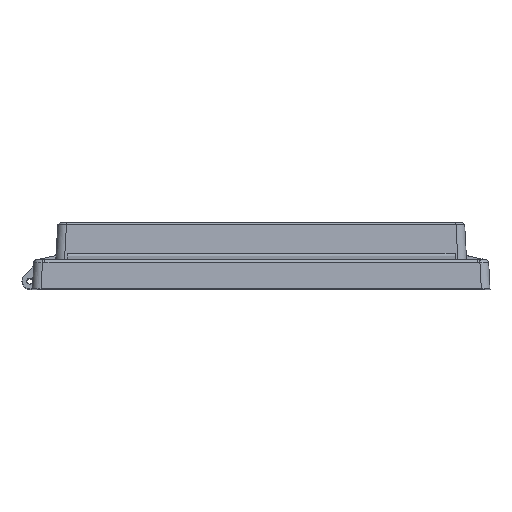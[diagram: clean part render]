
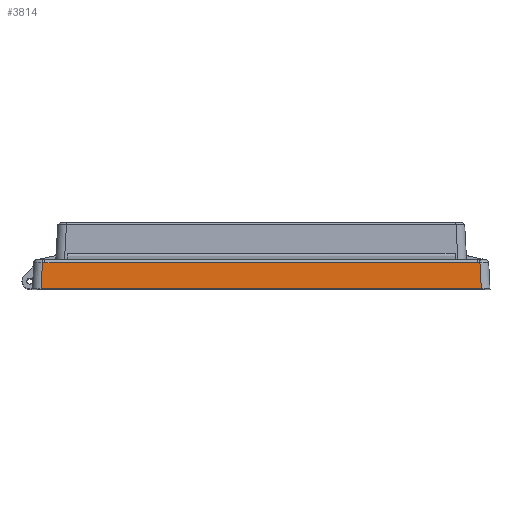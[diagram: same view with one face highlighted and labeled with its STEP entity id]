
A CAD part, top view. The second image highlights one B-rep face of the part: STEP entity #3814.
In plain terms, the highlighted planar face has unit normal (0, 0.052, 0.999).
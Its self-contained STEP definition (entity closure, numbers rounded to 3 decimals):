
#194 = CARTESIAN_POINT ( 'NONE',  ( -138.777, -8., 170.919 ) ) ;
#209 = LINE ( 'NONE', #251, #250 ) ;
#229 = CARTESIAN_POINT ( 'NONE',  ( 138.777, -8., 170.919 ) ) ;
#245 = DIRECTION ( 'NONE',  ( -1., 0., 0. ) ) ;
#246 = VECTOR ( 'NONE', #245, 1000. ) ;
#247 = CARTESIAN_POINT ( 'NONE',  ( -137.816, 8.467, 170.056 ) ) ;
#248 = LINE ( 'NONE', #247, #246 ) ;
#249 = DIRECTION ( 'NONE',  ( -0.052, -0.997, 0.052 ) ) ;
#250 = VECTOR ( 'NONE', #249, 1000. ) ;
#251 = CARTESIAN_POINT ( 'NONE',  ( -137.587, 14.709, 169.729 ) ) ;
#254 = DIRECTION ( 'NONE',  ( -0.052, 0.997, -0.052 ) ) ;
#255 = VECTOR ( 'NONE', #254, 1000. ) ;
#256 = CARTESIAN_POINT ( 'NONE',  ( 138.373, -0.286, 170.515 ) ) ;
#262 = LINE ( 'NONE', #256, #255 ) ;
#378 = DIRECTION ( 'NONE',  ( 0., -0.999, 0.052 ) ) ;
#379 = DIRECTION ( 'NONE',  ( 0., 0.052, 0.999 ) ) ;
#380 = CARTESIAN_POINT ( 'NONE',  ( 143.85, 0., 170.5 ) ) ;
#381 = AXIS2_PLACEMENT_3D ( 'NONE', #380, #379, #378 ) ;
#382 = PLANE ( 'NONE',  #381 ) ;
#383 = FACE_OUTER_BOUND ( 'NONE', #3808, .T. ) ;
#1838 = VERTEX_POINT ( 'NONE', #5792 ) ;
#2236 = VERTEX_POINT ( 'NONE', #6591 ) ;
#2293 = EDGE_CURVE ( 'NONE', #2298, #2236, #6926, .T. ) ;
#2298 = VERTEX_POINT ( 'NONE', #6966 ) ;
#2311 = EDGE_CURVE ( 'NONE', #1838, #2387, #7044, .T. ) ;
#2387 = VERTEX_POINT ( 'NONE', #7273 ) ;
#3685 = EDGE_CURVE ( 'NONE', #3730, #3725, #9251, .T. ) ;
#3725 = VERTEX_POINT ( 'NONE', #194 ) ;
#3730 = VERTEX_POINT ( 'NONE', #229 ) ;
#3739 = ORIENTED_EDGE ( 'NONE', *, *, #3759, .T. ) ;
#3740 = ORIENTED_EDGE ( 'NONE', *, *, #3741, .T. ) ;
#3741 = EDGE_CURVE ( 'NONE', #2236, #3725, #209, .T. ) ;
#3743 = EDGE_CURVE ( 'NONE', #2387, #2298, #248, .T. ) ;
#3746 = ORIENTED_EDGE ( 'NONE', *, *, #2293, .T. ) ;
#3759 = EDGE_CURVE ( 'NONE', #3730, #1838, #262, .T. ) ;
#3807 = ORIENTED_EDGE ( 'NONE', *, *, #2311, .T. ) ;
#3808 = EDGE_LOOP ( 'NONE', ( #3739, #3807, #3811, #3746, #3740, #3810 ) ) ;
#3810 = ORIENTED_EDGE ( 'NONE', *, *, #3685, .F. ) ;
#3811 = ORIENTED_EDGE ( 'NONE', *, *, #3743, .T. ) ;
#3814 = ADVANCED_FACE ( 'NONE', ( #383 ), #382, .T. ) ;
#5792 = CARTESIAN_POINT ( 'NONE',  ( 137.915, 8.44, 170.058 ) ) ;
#6591 = CARTESIAN_POINT ( 'NONE',  ( -137.915, 8.44, 170.058 ) ) ;
#6922 = CARTESIAN_POINT ( 'NONE',  ( -137.915, 8.44, 170.058 ) ) ;
#6923 = CARTESIAN_POINT ( 'NONE',  ( -137.38, 8.458, 170.057 ) ) ;
#6924 = CARTESIAN_POINT ( 'NONE',  ( -136.846, 8.467, 170.056 ) ) ;
#6925 = CARTESIAN_POINT ( 'NONE',  ( -136.315, 8.467, 170.056 ) ) ;
#6926 =( BOUNDED_CURVE ( )  B_SPLINE_CURVE ( 3, ( #6925, #6924, #6923, #6922 ),
 .UNSPECIFIED., .F., .T. ) 
 B_SPLINE_CURVE_WITH_KNOTS ( ( 4, 4 ),
 ( 4.346, 4.393 ),
 .UNSPECIFIED. ) 
 CURVE ( )  GEOMETRIC_REPRESENTATION_ITEM ( )  RATIONAL_B_SPLINE_CURVE ( ( 1., 1., 1., 1. ) ) 
 REPRESENTATION_ITEM ( '' )  );
#6966 = CARTESIAN_POINT ( 'NONE',  ( -136.315, 8.467, 170.056 ) ) ;
#7040 = CARTESIAN_POINT ( 'NONE',  ( 136.315, 8.467, 170.056 ) ) ;
#7041 = CARTESIAN_POINT ( 'NONE',  ( 136.846, 8.467, 170.056 ) ) ;
#7042 = CARTESIAN_POINT ( 'NONE',  ( 137.38, 8.458, 170.057 ) ) ;
#7043 = CARTESIAN_POINT ( 'NONE',  ( 137.915, 8.44, 170.058 ) ) ;
#7044 =( BOUNDED_CURVE ( )  B_SPLINE_CURVE ( 3, ( #7043, #7042, #7041, #7040 ),
 .UNSPECIFIED., .F., .T. ) 
 B_SPLINE_CURVE_WITH_KNOTS ( ( 4, 4 ),
 ( 1.89, 1.937 ),
 .UNSPECIFIED. ) 
 CURVE ( )  GEOMETRIC_REPRESENTATION_ITEM ( )  RATIONAL_B_SPLINE_CURVE ( ( 1., 1., 1., 1. ) ) 
 REPRESENTATION_ITEM ( '' )  );
#7273 = CARTESIAN_POINT ( 'NONE',  ( 136.315, 8.467, 170.056 ) ) ;
#9248 = DIRECTION ( 'NONE',  ( -1., 0., 0. ) ) ;
#9249 = VECTOR ( 'NONE', #9248, 1000. ) ;
#9250 = CARTESIAN_POINT ( 'NONE',  ( 143.85, -8., 170.919 ) ) ;
#9251 = LINE ( 'NONE', #9250, #9249 ) ;
